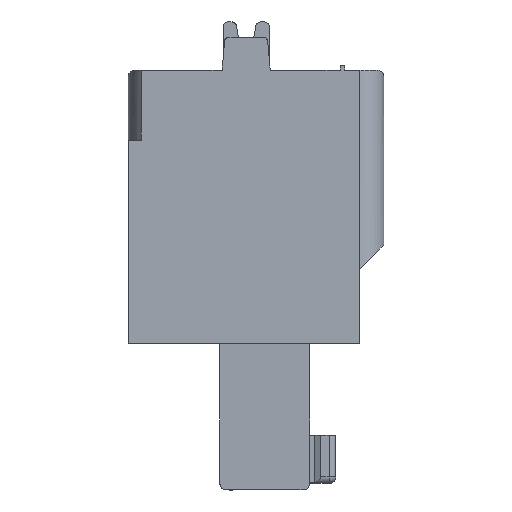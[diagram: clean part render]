
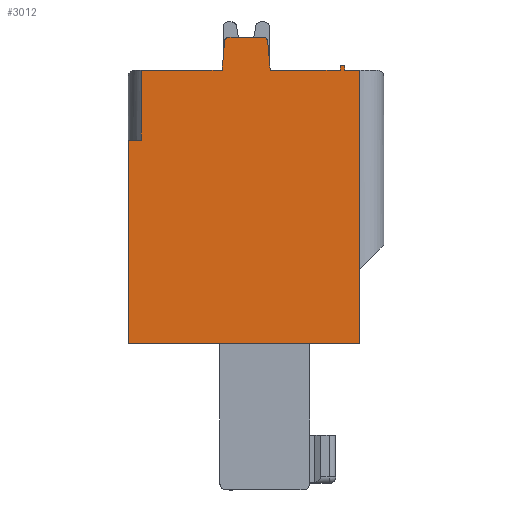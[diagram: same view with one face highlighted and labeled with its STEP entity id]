
A CAD part, left-side view. The second image highlights one B-rep face of the part: STEP entity #3012.
In plain terms, the highlighted planar face has unit normal (-1, 0, 0).
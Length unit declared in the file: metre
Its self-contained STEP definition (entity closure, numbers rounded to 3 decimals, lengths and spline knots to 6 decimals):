
#3012=ADVANCED_FACE('',(#6221),#6222,.F.);
#6221=FACE_OUTER_BOUND('',#9527,.T.);
#6222=PLANE('',#9528);
#9527=EDGE_LOOP('',(#18467,#18468,#18469,#18470,#18471,#18472,#18473,#18474,#18475,#18476,#18477,#18478,#18479,#18480,#18481,#18482));
#9528=AXIS2_PLACEMENT_3D('',#18483,#18484,#18485);
#18467=ORIENTED_EDGE('',*,*,#22936,.F.);
#18468=ORIENTED_EDGE('',*,*,#21163,.F.);
#18469=ORIENTED_EDGE('',*,*,#22937,.F.);
#18470=ORIENTED_EDGE('',*,*,#22721,.F.);
#18471=ORIENTED_EDGE('',*,*,#22917,.F.);
#18472=ORIENTED_EDGE('',*,*,#22938,.F.);
#18473=ORIENTED_EDGE('',*,*,#19966,.F.);
#18474=ORIENTED_EDGE('',*,*,#21282,.F.);
#18475=ORIENTED_EDGE('',*,*,#20171,.F.);
#18476=ORIENTED_EDGE('',*,*,#21387,.T.);
#18477=ORIENTED_EDGE('',*,*,#22179,.F.);
#18478=ORIENTED_EDGE('',*,*,#19596,.T.);
#18479=ORIENTED_EDGE('',*,*,#20946,.F.);
#18480=ORIENTED_EDGE('',*,*,#21280,.F.);
#18481=ORIENTED_EDGE('',*,*,#22939,.F.);
#18482=ORIENTED_EDGE('',*,*,#22105,.F.);
#18483=CARTESIAN_POINT('',(-0.02667,0.005085,0.0013));
#18484=DIRECTION('',(1.0,0.,0.));
#18485=DIRECTION('',(0.,1.0,0.));
#19596=EDGE_CURVE('',#23528,#23529,#23530,.T.);
#19966=EDGE_CURVE('',#24166,#24169,#24170,.T.);
#20171=EDGE_CURVE('',#24517,#24519,#24520,.T.);
#20946=EDGE_CURVE('',#25777,#23529,#25778,.T.);
#21163=EDGE_CURVE('',#26117,#26119,#26120,.T.);
#21280=EDGE_CURVE('',#26296,#25777,#26298,.T.);
#21282=EDGE_CURVE('',#24519,#24166,#26300,.T.);
#21387=EDGE_CURVE('',#24517,#26459,#26460,.T.);
#22105=EDGE_CURVE('',#27439,#27437,#27441,.T.);
#22179=EDGE_CURVE('',#23528,#26459,#27530,.T.);
#22721=EDGE_CURVE('',#28180,#28182,#28183,.T.);
#22917=EDGE_CURVE('',#28392,#28180,#28394,.T.);
#22936=EDGE_CURVE('',#26119,#27439,#28413,.T.);
#22937=EDGE_CURVE('',#28182,#26117,#28414,.T.);
#22938=EDGE_CURVE('',#24169,#28392,#28415,.T.);
#22939=EDGE_CURVE('',#27437,#26296,#28416,.T.);
#23528=VERTEX_POINT('',#29257);
#23529=VERTEX_POINT('',#29258);
#23530=CIRCLE('',#29259,0.0002);
#24166=VERTEX_POINT('',#30218);
#24169=VERTEX_POINT('',#30222);
#24170=LINE('',#30223,#30224);
#24517=VERTEX_POINT('',#30848);
#24519=VERTEX_POINT('',#30851);
#24520=LINE('',#30852,#30853);
#25777=VERTEX_POINT('',#32824);
#25778=LINE('',#32825,#32826);
#26117=VERTEX_POINT('',#33364);
#26119=VERTEX_POINT('',#33367);
#26120=LINE('',#33368,#33369);
#26296=VERTEX_POINT('',#33621);
#26298=LINE('',#33624,#33625);
#26300=LINE('',#33628,#33629);
#26459=VERTEX_POINT('',#33866);
#26460=CIRCLE('',#33867,0.0002);
#27437=VERTEX_POINT('',#35323);
#27439=VERTEX_POINT('',#35326);
#27441=LINE('',#35329,#35330);
#27530=LINE('',#35463,#35464);
#28180=VERTEX_POINT('',#36512);
#28182=VERTEX_POINT('',#36515);
#28183=LINE('',#36516,#36517);
#28392=VERTEX_POINT('',#36821);
#28394=LINE('',#36824,#36825);
#28413=LINE('',#36851,#36852);
#28414=LINE('',#36853,#36854);
#28415=LINE('',#36855,#36856);
#28416=LINE('',#36857,#36858);
#29257=CARTESIAN_POINT('',(-0.02667,0.005085,0.0015));
#29258=CARTESIAN_POINT('',(-0.02667,0.005285,0.001317));
#29259=AXIS2_PLACEMENT_3D('',#37271,#37272,#37273);
#30218=CARTESIAN_POINT('',(-0.02667,0.,0.0));
#30222=CARTESIAN_POINT('',(-0.02667,0.,0.0002));
#30223=CARTESIAN_POINT('',(-0.02667,0.,0.0002));
#30224=VECTOR('',#37691,1.0);
#30848=CARTESIAN_POINT('',(-0.02667,0.003315,0.001317));
#30851=CARTESIAN_POINT('',(-0.02667,0.0032,0.0));
#30852=CARTESIAN_POINT('',(-0.02667,0.003419,0.0025));
#30853=VECTOR('',#37904,1.0);
#32824=CARTESIAN_POINT('',(-0.02667,0.0054,0.0));
#32825=CARTESIAN_POINT('',(-0.02667,0.0054,0.0));
#32826=VECTOR('',#38758,1.0);
#33364=CARTESIAN_POINT('',(-0.02667,-0.0009,-0.0125));
#33367=CARTESIAN_POINT('',(-0.02667,0.0097,-0.0125));
#33368=CARTESIAN_POINT('',(-0.02667,0.0097,-0.0125));
#33369=VECTOR('',#38980,1.0);
#33621=CARTESIAN_POINT('',(-0.02667,0.0091,0.0));
#33624=CARTESIAN_POINT('',(-0.02667,0.0054,0.0));
#33625=VECTOR('',#39118,1.0);
#33628=CARTESIAN_POINT('',(-0.02667,0.0054,0.0));
#33629=VECTOR('',#39120,1.0);
#33866=CARTESIAN_POINT('',(-0.02667,0.003514,0.0015));
#33867=AXIS2_PLACEMENT_3D('',#39239,#39240,#39241);
#35323=CARTESIAN_POINT('',(-0.02667,0.0091,-0.0032));
#35326=CARTESIAN_POINT('',(-0.02667,0.0097,-0.0032));
#35329=CARTESIAN_POINT('',(-0.02667,0.0091,-0.0032));
#35330=VECTOR('',#39975,1.0);
#35463=CARTESIAN_POINT('',(-0.02667,0.0054,0.0015));
#35464=VECTOR('',#40043,1.0);
#36512=CARTESIAN_POINT('',(-0.02667,-0.0002,0.0));
#36515=CARTESIAN_POINT('',(-0.02667,-0.0009,0.0));
#36516=CARTESIAN_POINT('',(-0.02667,0.0054,0.0));
#36517=VECTOR('',#40484,1.0);
#36821=CARTESIAN_POINT('',(-0.02667,-0.0002,0.0002));
#36824=CARTESIAN_POINT('',(-0.02667,-0.0002,0.0));
#36825=VECTOR('',#40594,1.0);
#36851=CARTESIAN_POINT('',(-0.02667,0.0097,-0.0032));
#36852=VECTOR('',#40602,1.0);
#36853=CARTESIAN_POINT('',(-0.02667,-0.0009,-0.0125));
#36854=VECTOR('',#40603,1.0);
#36855=CARTESIAN_POINT('',(-0.02667,-0.0002,0.0002));
#36856=VECTOR('',#40604,1.0);
#36857=CARTESIAN_POINT('',(-0.02667,0.0091,0.0));
#36858=VECTOR('',#40605,1.0);
#37271=CARTESIAN_POINT('',(-0.02667,0.005085,0.0013));
#37272=DIRECTION('',(-1.0,-0.0,0.0));
#37273=DIRECTION('',(0.0,0.,-1.0));
#37691=DIRECTION('',(0.0,0.,1.0));
#37904=DIRECTION('',(0.0,-0.087,-0.996));
#38758=DIRECTION('',(0.0,-0.087,0.996));
#38980=DIRECTION('',(0.,1.0,0.));
#39118=DIRECTION('',(0.,-1.0,0.));
#39120=DIRECTION('',(0.,-1.0,0.));
#39239=CARTESIAN_POINT('',(-0.02667,0.003514,0.0013));
#39240=DIRECTION('',(-1.0,-0.0,0.0));
#39241=DIRECTION('',(0.0,0.,-1.0));
#39975=DIRECTION('',(0.,-1.0,0.));
#40043=DIRECTION('',(0.0,-1.0,0.));
#40484=DIRECTION('',(0.,-1.0,0.));
#40594=DIRECTION('',(0.0,0.,-1.0));
#40602=DIRECTION('',(0.0,0.,1.0));
#40603=DIRECTION('',(0.,0.,-1.0));
#40604=DIRECTION('',(0.,-1.0,0.));
#40605=DIRECTION('',(0.,0.,1.0));
